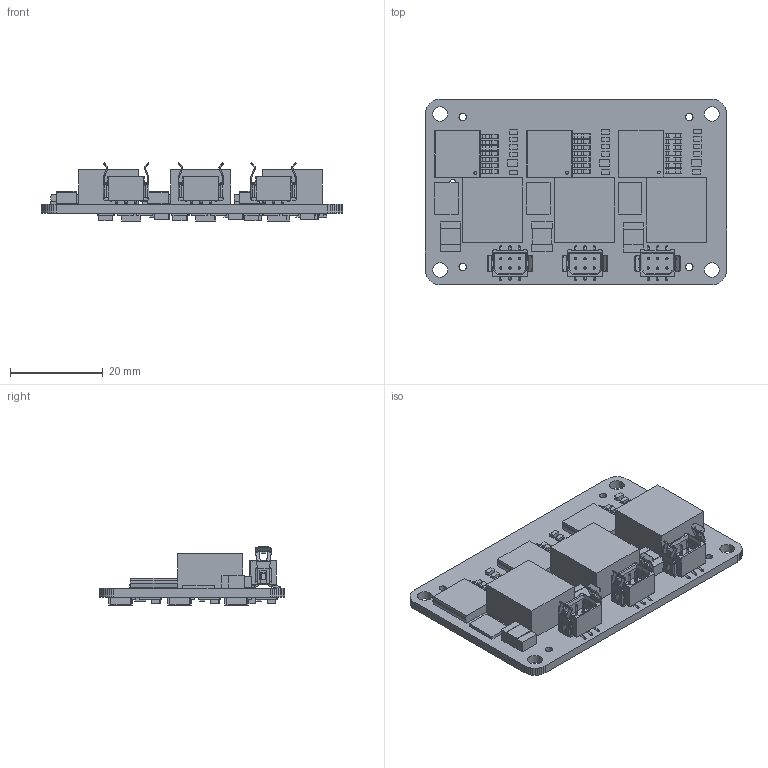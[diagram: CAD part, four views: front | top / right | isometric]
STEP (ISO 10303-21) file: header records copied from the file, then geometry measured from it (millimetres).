
FILE_DESCRIPTION(('Open CASCADE Model'),'2;1');
FILE_NAME('Open CASCADE Shape Model','2014-10-24T08:05:57',('Author'),( 'Open CASCADE'),'Open CASCADE STEP processor 6.2','Open CASCADE 6.2' ,'Unknown');
FILE_SCHEMA(('AUTOMOTIVE_DESIGN { 1 0 10303 214 1 1 1 1 }'));
Length unit declared in the file: millimetre
Products named in the file (164): PCB; Board; C343_2_2_1; 488604064; Extruded; C545_2_2_1; 488604192; R677_2_2_1; 488603680; 488603808; U?_2_2_1; 488603936; C103_2_2_1; R100_2_2_1; 488604448; R101_2_2_1; R102_2_2_1; R103_2_2_1; 488604576; U100_2_2_1; 488604320; C343_4; C545_4; R677_4; U?_4; C103_4; 488596256; R100_4; R101_4; R102_4; R103_4; 488603040; U100_4; U100_1_2; R103_1_2; R102_1_2; R101_1_2; R100_1_2; C103_1_2; U?_1_2 ...
Assembly tree (304 placements, depth 4):
  PCB
    Board
    C343_2_2_1
      488604064
        Extruded
    C545_2_2_1
      488604192
        Extruded
    R677_2_2_1
      488603680  x2
        Extruded
      488603808
        Extruded
    U?_2_2_1
      488603936
        Extruded
    C103_2_2_1
      488604192
        Extruded
    R100_2_2_1
      488604448
        Extruded
    R101_2_2_1
      488604448
        Extruded
    R102_2_2_1
      488604448
        Extruded
    R103_2_2_1
      488604576
        Extruded
    U100_2_2_1
      488604320
        Extruded
    C343_4
      488604064
        Extruded
    C545_4
      488604192
        Extruded
    R677_4
      488603680  x2
        Extruded
      488603808
        Extruded
    U?_4
      488603936
        Extruded
    C103_4
      488596256
        Extruded
    R100_4
      488604448
        Extruded
    R101_4
      488604448
        Extruded
    R102_4
      488604448
        Extruded
Bounding box: 65.12 x 40.12 x 12.54 mm (x, y, z)
Volume: 11194.2 mm3; surface area: 14230.6 mm2
Topology: 193 solids, 193 shells, 2701 faces, 6429 edges, 4118 vertices
Faces by surface type: plane 1909, cylinder 504, cone 180, bspline 72, torus 36
Full cylindrical faces by diameter (mm): 0.6 x3, 1.19 x4, 1.6 x4, 3.2 x4
Entity records: 37194 total; most frequent: CARTESIAN_POINT 11229, DIRECTION 4383, LINE 2441, VECTOR 2441, ORIENTED_EDGE 2264, PCURVE 2264, DEFINITIONAL_REPRESENTATION 2264, EDGE_CURVE 1132
